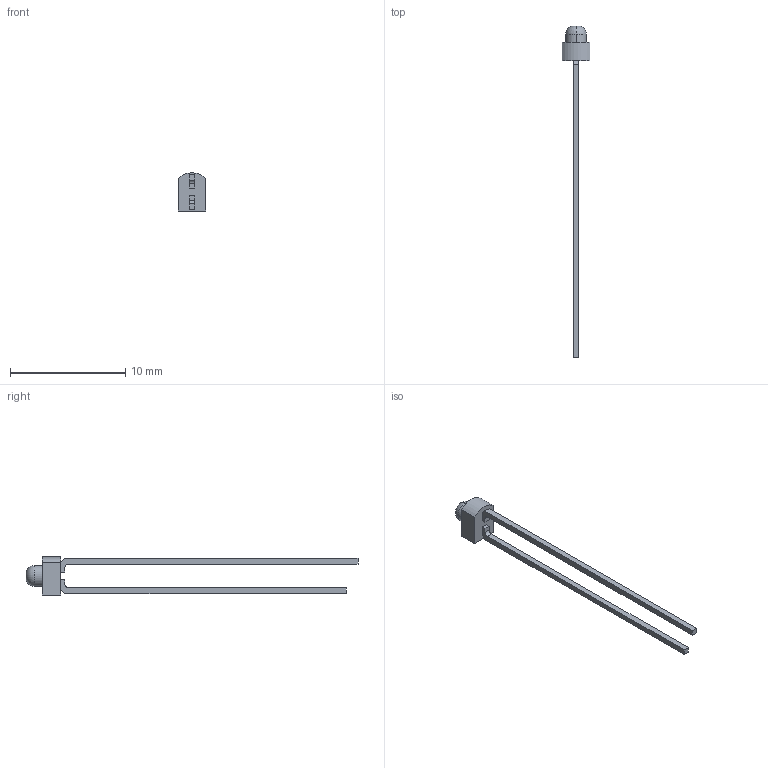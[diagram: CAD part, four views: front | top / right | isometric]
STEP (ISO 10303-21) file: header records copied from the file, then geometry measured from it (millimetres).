
FILE_DESCRIPTION (( 'STEP AP214' ), '1' );
FILE_NAME ('BL-L189UYC.STEP', '2021-08-03T06:27:05', ( '' ), ( '' ), 'SwSTEP 2.0', 'SolidWorks 2020', '' );
FILE_SCHEMA (( 'AUTOMOTIVE_DESIGN' ));
Length unit declared in the file: millimetre
Products named in the file (1): BL-L189UYC
Bounding box: 2.4 x 28.76 x 3.29 mm (x, y, z)
Volume: 28 mm3; surface area: 140.4 mm2
Topology: 1 solids, 1 shells, 29 faces, 70 edges, 46 vertices
Faces by surface type: plane 22, cylinder 5, torus 2
Entity records: 1074 total; most frequent: CARTESIAN_POINT 146, DIRECTION 144, ORIENTED_EDGE 140, EDGE_CURVE 70, VECTOR 56, LINE 56, VERTEX_POINT 46, AXIS2_PLACEMENT_3D 44
